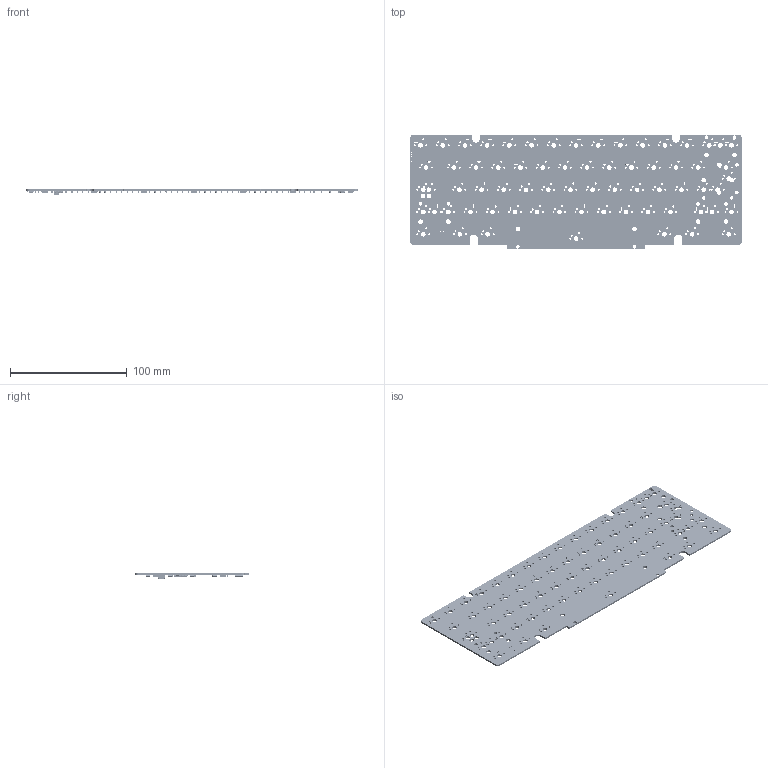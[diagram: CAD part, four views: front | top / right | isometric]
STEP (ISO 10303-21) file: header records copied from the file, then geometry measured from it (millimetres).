
FILE_DESCRIPTION(('KiCad electronic assembly'),'2;1');
FILE_NAME('toro60.step','2024-05-10T00:39:49',('Pcbnew'),('Kicad'), 'Open CASCADE STEP processor 7.8','KiCad to STEP converter','Unknown' );
FILE_SCHEMA(('AUTOMOTIVE_DESIGN { 1 0 10303 214 1 1 1 1 }'));
Length unit declared in the file: millimetre
Products named in the file (18): toro60 1; D_MiniMELF; D_MiniMELF_Standard; SOT-223; SOT_223; C_0805_2012Metric; LED_WS2812B_PLCC4_5.0x5.0mm_P3.2mm; LED_WS2812B_PLCC4_50x50mm_P32mm; R_0805_2012Metric; SOT-23-6; SOT_23_6; SM04B-SRSS-TB; SM04B-SRSS; LQFP-48_7x7mm_P0.5mm; LQFP_48_7x7mm_P05mm; toro60_PCB
Assembly tree (101 placements, depth 3):
  toro60 1
    D_MiniMELF  x63
      D_MiniMELF_Standard
    SOT-223
      SOT_223
    C_0805_2012Metric  x10
      C_0805_2012Metric
    LED_WS2812B_PLCC4_5.0x5.0mm_P3.2mm  x14
      LED_WS2812B_PLCC4_50x50mm_P32mm
    R_0805_2012Metric
      R_0805_2012Metric
    SOT-23-6
      SOT_23_6
    SM04B-SRSS-TB
      SM04B-SRSS
    LQFP-48_7x7mm_P0.5mm
      LQFP_48_7x7mm_P05mm
    toro60_PCB
Bounding box: 284.7 x 98.01 x 4.6 mm (x, y, z)
Volume: 40092.1 mm3; surface area: 59745.6 mm2
Topology: 93 solids, 93 shells, 4129 faces, 10605 edges, 6898 vertices
Faces by surface type: cylinder 1951, plane 1912, revolution 126, bspline 126, cone 14
Full cylindrical faces by diameter (mm): 0.3 x549, 0.5 x1, 0.75 x5, 1 x4, 1.35 x126, 1.4 x189, 1.7 x260, 3.048 x9, 3.05 x2, 3.333 x14, 3.988 x9, 4 x65
Entity records: 87048 total; most frequent: CARTESIAN_POINT 15853, DIRECTION 12884, ORIENTED_EDGE 12332, EDGE_CURVE 6166, AXIS2_PLACEMENT_3D 4657, FACE_BOUND 4036, EDGE_LOOP 4036, VERTEX_POINT 4006
